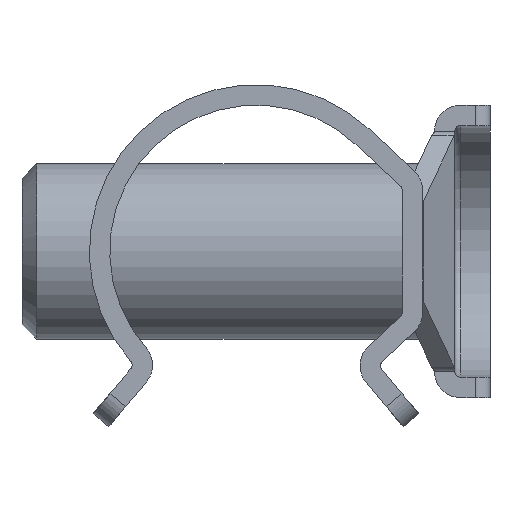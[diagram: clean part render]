
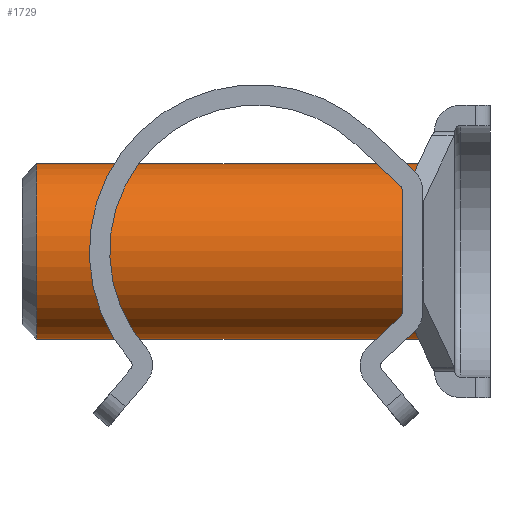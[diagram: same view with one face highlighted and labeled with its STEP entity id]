
A CAD part, front view. The second image highlights one B-rep face of the part: STEP entity #1729.
In plain terms, the highlighted cylindrical face has radius 3 mm (diameter 6 mm), a full revolution.
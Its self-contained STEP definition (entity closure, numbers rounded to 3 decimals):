
#45 = CIRCLE ( 'NONE', #1330, 3. ) ;
#48 = DIRECTION ( 'NONE',  ( -1., 0., 0. ) ) ;
#55 = CARTESIAN_POINT ( 'NONE',  ( 6.1, 3., 0. ) ) ;
#66 = CYLINDRICAL_SURFACE ( 'NONE', #1948, 3. ) ;
#83 = EDGE_CURVE ( 'NONE', #338, #338, #1097, .T. ) ;
#95 = FACE_OUTER_BOUND ( 'NONE', #1561, .T. ) ;
#183 = AXIS2_PLACEMENT_3D ( 'NONE', #1343, #48, #698 ) ;
#338 = VERTEX_POINT ( 'NONE', #1634 ) ;
#379 = EDGE_CURVE ( 'NONE', #834, #834, #45, .T. ) ;
#617 = DIRECTION ( 'NONE',  ( 0., 1., 0. ) ) ;
#698 = DIRECTION ( 'NONE',  ( 0., 0., 1. ) ) ;
#737 = DIRECTION ( 'NONE',  ( 0., 0., 1. ) ) ;
#834 = VERTEX_POINT ( 'NONE', #55 ) ;
#893 = ORIENTED_EDGE ( 'NONE', *, *, #379, .F. ) ;
#975 = CARTESIAN_POINT ( 'NONE',  ( 6.1, 0., 0. ) ) ;
#1097 = CIRCLE ( 'NONE', #183, 3. ) ;
#1208 = EDGE_LOOP ( 'NONE', ( #1745 ) ) ;
#1216 = DIRECTION ( 'NONE',  ( -1., 0., 0. ) ) ;
#1330 = AXIS2_PLACEMENT_3D ( 'NONE', #975, #1616, #617 ) ;
#1343 = CARTESIAN_POINT ( 'NONE',  ( -7.5, 0., 0. ) ) ;
#1538 = CARTESIAN_POINT ( 'NONE',  ( -8., 0., 0. ) ) ;
#1561 = EDGE_LOOP ( 'NONE', ( #893 ) ) ;
#1616 = DIRECTION ( 'NONE',  ( 1., 0., 0. ) ) ;
#1634 = CARTESIAN_POINT ( 'NONE',  ( -7.5, 0., 3. ) ) ;
#1729 = ADVANCED_FACE ( 'NONE', ( #2019, #95 ), #66, .T. ) ;
#1745 = ORIENTED_EDGE ( 'NONE', *, *, #83, .F. ) ;
#1948 = AXIS2_PLACEMENT_3D ( 'NONE', #1538, #1216, #737 ) ;
#2019 = FACE_OUTER_BOUND ( 'NONE', #1208, .T. ) ;
